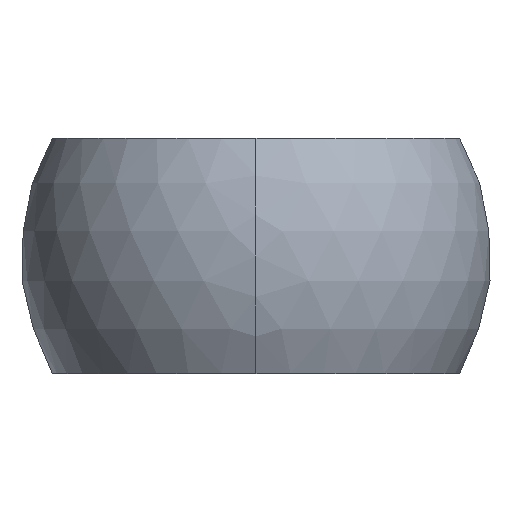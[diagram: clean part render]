
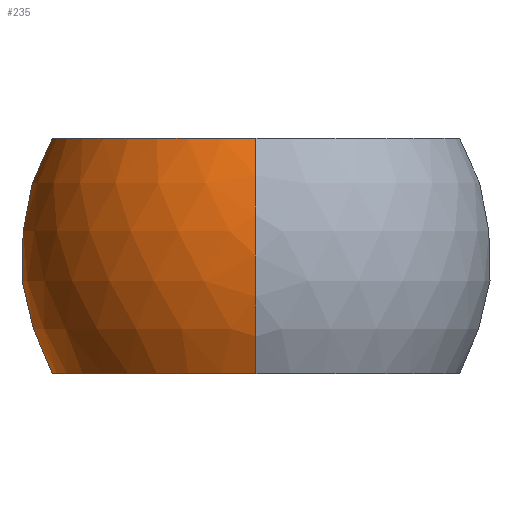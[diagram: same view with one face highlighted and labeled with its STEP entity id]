
A CAD part, left-side view. The second image highlights one B-rep face of the part: STEP entity #235.
In plain terms, the highlighted spherical face has radius 9 mm.
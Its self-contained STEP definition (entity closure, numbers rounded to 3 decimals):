
#145=VERTEX_POINT('',#336);
#155=VERTEX_POINT('',#347);
#167=EDGE_CURVE('',#145,#155,#360,.T.);
#171=VERTEX_POINT('',#365);
#173=EDGE_CURVE('',#155,#185,#367,.T.);
#179=EDGE_CURVE('',#171,#145,#374,.T.);
#185=VERTEX_POINT('',#380);
#191=EDGE_CURVE('',#185,#171,#386,.T.);
#235=ADVANCED_FACE('',(#436),#437,.T.);
#336=CARTESIAN_POINT('',(-7.794,0.,4.5));
#347=CARTESIAN_POINT('',(-7.794,0.,-4.5));
#360=CIRCLE('',#617,9.0);
#365=CARTESIAN_POINT('',(7.094,3.229,4.5));
#367=CIRCLE('',#625,7.794);
#374=CIRCLE('',#634,7.794);
#380=CARTESIAN_POINT('',(7.094,3.229,-4.5));
#386=CIRCLE('',#649,5.538);
#436=FACE_OUTER_BOUND('',#757,.T.);
#437=SPHERICAL_SURFACE('',#758,9.0);
#617=AXIS2_PLACEMENT_3D('',#889,#890,#891);
#625=AXIS2_PLACEMENT_3D('',#903,#904,#905);
#634=AXIS2_PLACEMENT_3D('',#917,#918,#919);
#649=AXIS2_PLACEMENT_3D('',#926,#927,#928);
#757=EDGE_LOOP('',(#988,#989,#990,#991));
#758=AXIS2_PLACEMENT_3D('',#992,#993,#994);
#889=CARTESIAN_POINT('',(0.0,0.0,0.0));
#890=DIRECTION('',(0.,-1.0,0.0));
#891=DIRECTION('',(0.0,0.0,1.0));
#903=CARTESIAN_POINT('',(0.0,0.0,-4.5));
#904=DIRECTION('',(-0.0,-0.0,-1.0));
#905=DIRECTION('',(0.0,-1.0,0.0));
#917=CARTESIAN_POINT('',(0.0,0.0,4.5));
#918=DIRECTION('',(0.0,-0.0,1.0));
#919=DIRECTION('',(0.0,1.0,0.0));
#926=CARTESIAN_POINT('',(7.094,0.0,0.0));
#927=DIRECTION('',(1.0,0.0,0.0));
#928=DIRECTION('',(0.0,1.0,0.0));
#988=ORIENTED_EDGE('',*,*,#167,.F.);
#989=ORIENTED_EDGE('',*,*,#179,.F.);
#990=ORIENTED_EDGE('',*,*,#191,.F.);
#991=ORIENTED_EDGE('',*,*,#173,.F.);
#992=CARTESIAN_POINT('',(0.0,0.0,0.0));
#993=DIRECTION('',(0.0,0.0,1.0));
#994=DIRECTION('',(1.0,0.0,0.0));
